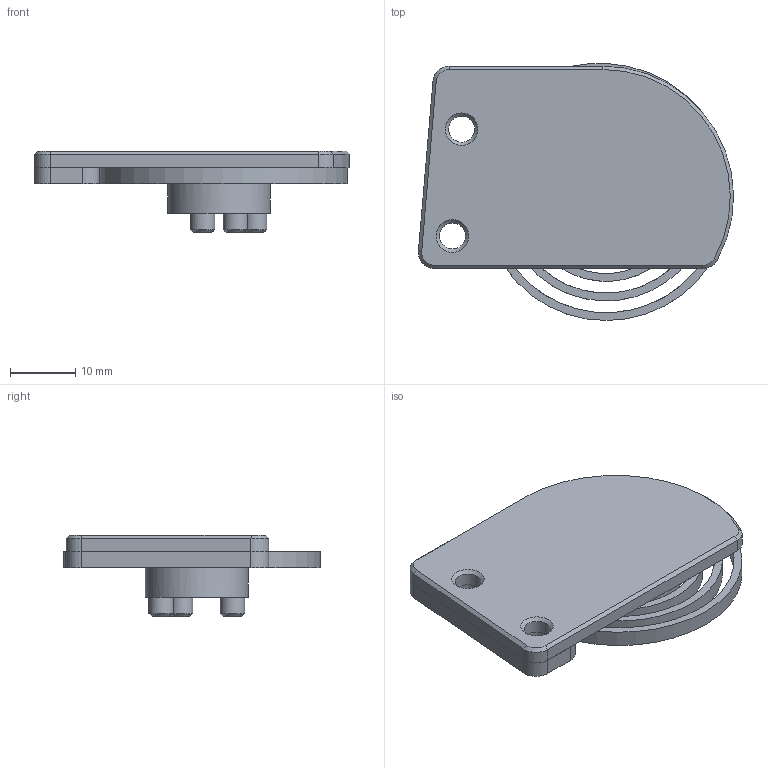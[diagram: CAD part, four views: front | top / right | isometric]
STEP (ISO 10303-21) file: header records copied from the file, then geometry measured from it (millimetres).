
FILE_DESCRIPTION(/* description */ (''),/* implementation_level */ '2;1');
FILE_NAME(/* name */ 'simple spring gripper 16, th 1.2, gap 3.step',/* time_stamp */ '2025-03-31T22:35:01+02:00',/* author */ (''),/* organization */ (''),/* preprocessor_version */ 'ST-DEVELOPER v20.1',/* originating_system */ 'Autodesk Translation Framework v14.4.0.0',/* authorisation */ '');
FILE_SCHEMA (('AUTOMOTIVE_DESIGN { 1 0 10303 214 3 1 1 }'));
Length unit declared in the file: millimetre
Products named in the file (3): simple spring gripper; cap; spring
Assembly tree (2 placements, depth 2):
  simple spring gripper
    cap
    spring
Bounding box: 48.27 x 39.37 x 12.5 mm (x, y, z)
Volume: 6449.1 mm3; surface area: 7322.9 mm2
Topology: 2 solids, 2 shells, 49 faces, 119 edges, 74 vertices
Faces by surface type: cylinder 18, plane 17, cone 11, bspline 3
Full cylindrical faces by diameter (mm): 3.75 x3, 4 x4, 15.75 x1
Entity records: 2410 total; most frequent: CARTESIAN_POINT 1150, DIRECTION 265, ORIENTED_EDGE 234, EDGE_CURVE 117, AXIS2_PLACEMENT_3D 105, VERTEX_POINT 74, EDGE_LOOP 59, LINE 55
